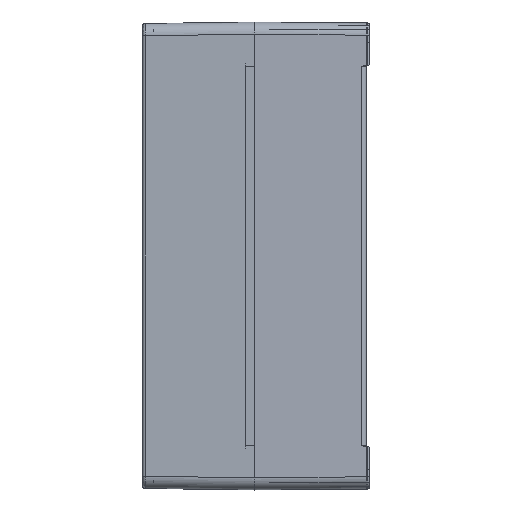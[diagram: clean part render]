
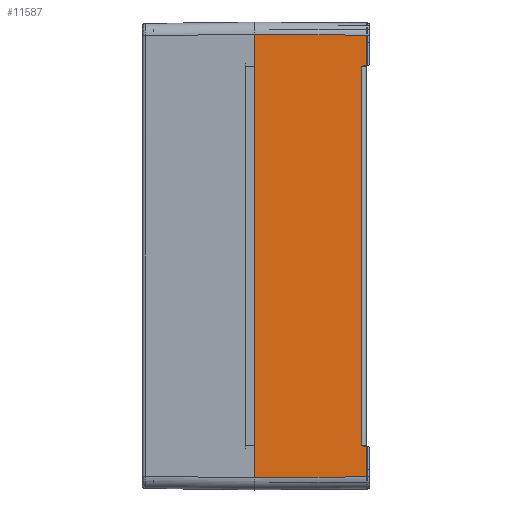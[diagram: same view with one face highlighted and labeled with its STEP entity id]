
A CAD part, left-side view. The second image highlights one B-rep face of the part: STEP entity #11587.
In plain terms, the highlighted planar face has unit normal (-1, -0.009, 0).
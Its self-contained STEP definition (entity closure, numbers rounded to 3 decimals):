
#657 = CARTESIAN_POINT ( 'NONE',  ( -149.534, 1.603, -93.376 ) ) ;
#790 = CARTESIAN_POINT ( 'NONE',  ( -149.535, 1.673, -93.353 ) ) ;
#947 = CARTESIAN_POINT ( 'NONE',  ( -150., 55., 109. ) ) ;
#1072 = ORIENTED_EDGE ( 'NONE', *, *, #2740, .T. ) ;
#1083 = CARTESIAN_POINT ( 'NONE',  ( -149.541, 2.381, 93.064 ) ) ;
#1362 = CARTESIAN_POINT ( 'NONE',  ( -149.527, 0.82, 93.52 ) ) ;
#1578 = CARTESIAN_POINT ( 'NONE',  ( -149.52, 0., -93.52 ) ) ;
#1639 = B_SPLINE_CURVE_WITH_KNOTS ( 'NONE', 3,
 ( #13615, #18021, #18433, #15752, #27095, #2909, #22287, #11902, #657, #790, #7276, #22710, #7685, #7544, #24414, #11623, #13887, #24828, #22568, #24691 ),
 .UNSPECIFIED., .F., .F.,
 ( 4, 1, 1, 1, 1, 2, 2, 1, 1, 1, 1, 2, 2, 4 ),
 ( 0., 0.25, 0.375, 0.437, 0.469, 0.484, 0.5, 0.625, 0.687, 0.719, 0.734, 0.742, 0.75, 1. ),
 .UNSPECIFIED. ) ;
#1918 = VECTOR ( 'NONE', #22401, 1000. ) ;
#2054 = ORIENTED_EDGE ( 'NONE', *, *, #4640, .F. ) ;
#2488 = ORIENTED_EDGE ( 'NONE', *, *, #9275, .F. ) ;
#2740 = EDGE_CURVE ( 'NONE', #13290, #10377, #12894, .T. ) ;
#2784 = CARTESIAN_POINT ( 'NONE',  ( -149.539, 2.135, 93.171 ) ) ;
#2909 = CARTESIAN_POINT ( 'NONE',  ( -149.534, 1.546, -93.394 ) ) ;
#3063 = CARTESIAN_POINT ( 'NONE',  ( -149.538, 2.06, 93.203 ) ) ;
#3589 = DIRECTION ( 'NONE',  ( -0.009, 1., 0. ) ) ;
#3891 = LINE ( 'NONE', #8389, #17206 ) ;
#3902 = CARTESIAN_POINT ( 'NONE',  ( -149.532, 1.318, 93.47 ) ) ;
#4496 = EDGE_CURVE ( 'NONE', #9684, #27987, #22678, .T. ) ;
#4597 = DIRECTION ( 'NONE',  ( 0., 0., -1. ) ) ;
#4640 = EDGE_CURVE ( 'NONE', #4803, #16084, #10796, .T. ) ;
#4766 = ORIENTED_EDGE ( 'NONE', *, *, #23984, .T. ) ;
#4803 = VERTEX_POINT ( 'NONE', #23081 ) ;
#5101 = AXIS2_PLACEMENT_3D ( 'NONE', #27077, #16301, #3589 ) ;
#5307 = CARTESIAN_POINT ( 'NONE',  ( -149.538, 2.083, 93.193 ) ) ;
#5944 = DIRECTION ( 'NONE',  ( 0., 0., -1. ) ) ;
#6140 = DIRECTION ( 'NONE',  ( 0., 0., -1. ) ) ;
#6184 = VECTOR ( 'NONE', #4597, 1000. ) ;
#6202 = CARTESIAN_POINT ( 'NONE',  ( -150., 55., -109. ) ) ;
#6293 = VECTOR ( 'NONE', #20443, 1000. ) ;
#6627 = CARTESIAN_POINT ( 'NONE',  ( -149.527, 0.82, 93.52 ) ) ;
#7149 = CARTESIAN_POINT ( 'NONE',  ( -149.535, 1.732, 93.332 ) ) ;
#7276 = CARTESIAN_POINT ( 'NONE',  ( -149.535, 1.773, -93.317 ) ) ;
#7410 = CARTESIAN_POINT ( 'NONE',  ( -149.52, 0., -93.52 ) ) ;
#7544 = CARTESIAN_POINT ( 'NONE',  ( -149.537, 2., -93.228 ) ) ;
#7685 = CARTESIAN_POINT ( 'NONE',  ( -149.537, 1.966, -93.242 ) ) ;
#8246 = CARTESIAN_POINT ( 'NONE',  ( -150., 55., -109. ) ) ;
#8389 = CARTESIAN_POINT ( 'NONE',  ( -150., 55., 109. ) ) ;
#8679 = VERTEX_POINT ( 'NONE', #24451 ) ;
#9242 = EDGE_CURVE ( 'NONE', #18674, #4803, #3891, .T. ) ;
#9275 = EDGE_CURVE ( 'NONE', #10372, #24062, #19156, .T. ) ;
#9665 = CARTESIAN_POINT ( 'NONE',  ( -149.54, 2.253, 93.12 ) ) ;
#9684 = VERTEX_POINT ( 'NONE', #19260 ) ;
#10359 = LINE ( 'NONE', #19015, #17822 ) ;
#10372 = VERTEX_POINT ( 'NONE', #17852 ) ;
#10377 = VERTEX_POINT ( 'NONE', #15726 ) ;
#10429 = EDGE_CURVE ( 'NONE', #27987, #16084, #24530, .T. ) ;
#10796 = LINE ( 'NONE', #21577, #6184 ) ;
#11237 = CARTESIAN_POINT ( 'NONE',  ( -149.538, 2.042, 93.211 ) ) ;
#11444 = ORIENTED_EDGE ( 'NONE', *, *, #19244, .F. ) ;
#11587 = ADVANCED_FACE ( 'NONE', ( #18414 ), #27499, .T. ) ;
#11623 = CARTESIAN_POINT ( 'NONE',  ( -149.538, 2.024, -93.218 ) ) ;
#11861 = EDGE_LOOP ( 'NONE', ( #21168, #20097, #2054, #27011, #27123, #1072, #11444, #2488, #4766, #12653 ) ) ;
#11902 = CARTESIAN_POINT ( 'NONE',  ( -149.534, 1.592, -93.38 ) ) ;
#12653 = ORIENTED_EDGE ( 'NONE', *, *, #19650, .F. ) ;
#12894 = LINE ( 'NONE', #8246, #14129 ) ;
#12973 = LINE ( 'NONE', #1578, #26616 ) ;
#13290 = VERTEX_POINT ( 'NONE', #6202 ) ;
#13615 = CARTESIAN_POINT ( 'NONE',  ( -149.527, 0.82, -93.52 ) ) ;
#13887 = CARTESIAN_POINT ( 'NONE',  ( -149.538, 2.03, -93.215 ) ) ;
#14129 = VECTOR ( 'NONE', #27660, 1000. ) ;
#15442 = EDGE_CURVE ( 'NONE', #18674, #13290, #10359, .T. ) ;
#15726 = CARTESIAN_POINT ( 'NONE',  ( -149.52, 0., -108.52 ) ) ;
#15752 = CARTESIAN_POINT ( 'NONE',  ( -149.532, 1.357, -93.448 ) ) ;
#15767 = CARTESIAN_POINT ( 'NONE',  ( -149.535, 1.675, 93.352 ) ) ;
#16046 = CARTESIAN_POINT ( 'NONE',  ( -149.542, 2.478, 93.02 ) ) ;
#16084 = VERTEX_POINT ( 'NONE', #26859 ) ;
#16301 = DIRECTION ( 'NONE',  ( -1., -0.009, 0. ) ) ;
#16333 = CARTESIAN_POINT ( 'NONE',  ( -149.534, 1.635, 93.365 ) ) ;
#16749 = DIRECTION ( 'NONE',  ( 0.009, -1., 0. ) ) ;
#16760 = CARTESIAN_POINT ( 'NONE',  ( -149.529, 1.051, 93.52 ) ) ;
#17206 = VECTOR ( 'NONE', #19436, 1000. ) ;
#17822 = VECTOR ( 'NONE', #6140, 1000. ) ;
#17852 = CARTESIAN_POINT ( 'NONE',  ( -149.527, 0.82, -93.52 ) ) ;
#18021 = CARTESIAN_POINT ( 'NONE',  ( -149.528, 0.934, -93.52 ) ) ;
#18414 = FACE_OUTER_BOUND ( 'NONE', #11861, .T. ) ;
#18433 = CARTESIAN_POINT ( 'NONE',  ( -149.53, 1.119, -93.502 ) ) ;
#18545 = VECTOR ( 'NONE', #16749, 1000. ) ;
#18674 = VERTEX_POINT ( 'NONE', #947 ) ;
#19015 = CARTESIAN_POINT ( 'NONE',  ( -150., 55., 109. ) ) ;
#19156 = LINE ( 'NONE', #21430, #18545 ) ;
#19244 = EDGE_CURVE ( 'NONE', #24062, #10377, #12973, .T. ) ;
#19260 = CARTESIAN_POINT ( 'NONE',  ( -149.542, 2.478, 93.02 ) ) ;
#19436 = DIRECTION ( 'NONE',  ( 0.009, -1., -0.009 ) ) ;
#19576 = CARTESIAN_POINT ( 'NONE',  ( -149.527, 0.82, 93.52 ) ) ;
#19650 = EDGE_CURVE ( 'NONE', #9684, #8679, #24567, .T. ) ;
#19883 = CARTESIAN_POINT ( 'NONE',  ( -149.537, 1.961, 93.245 ) ) ;
#20024 = CARTESIAN_POINT ( 'NONE',  ( -149.536, 1.851, 93.288 ) ) ;
#20097 = ORIENTED_EDGE ( 'NONE', *, *, #10429, .T. ) ;
#20303 = CARTESIAN_POINT ( 'NONE',  ( -149.538, 2.044, 93.21 ) ) ;
#20443 = DIRECTION ( 'NONE',  ( 0., 0., -1. ) ) ;
#20722 = CARTESIAN_POINT ( 'NONE',  ( -149.534, 1.629, 93.367 ) ) ;
#21168 = ORIENTED_EDGE ( 'NONE', *, *, #4496, .T. ) ;
#21430 = CARTESIAN_POINT ( 'NONE',  ( -149.527, 0.82, -93.52 ) ) ;
#21577 = CARTESIAN_POINT ( 'NONE',  ( -149.52, 0., 108.52 ) ) ;
#22287 = CARTESIAN_POINT ( 'NONE',  ( -149.534, 1.573, -93.385 ) ) ;
#22401 = DIRECTION ( 'NONE',  ( 0.009, -1., 0. ) ) ;
#22568 = CARTESIAN_POINT ( 'NONE',  ( -149.54, 2.281, -93.108 ) ) ;
#22678 = B_SPLINE_CURVE_WITH_KNOTS ( 'NONE', 3,
 ( #16046, #1083, #9665, #2784, #5307, #3063, #26967, #20303, #11237, #19883, #20024, #7149, #15767, #23295, #16333, #20722, #3902, #16760, #1362 ),
 .UNSPECIFIED., .F., .F.,
 ( 4, 1, 1, 1, 1, 2, 2, 1, 1, 1, 2, 2, 4 ),
 ( 0., 0.125, 0.187, 0.219, 0.234, 0.242, 0.25, 0.375, 0.438, 0.469, 0.484, 0.5, 1. ),
 .UNSPECIFIED. ) ;
#22710 = CARTESIAN_POINT ( 'NONE',  ( -149.537, 1.9, -93.268 ) ) ;
#23081 = CARTESIAN_POINT ( 'NONE',  ( -149.52, 0., 108.52 ) ) ;
#23295 = CARTESIAN_POINT ( 'NONE',  ( -149.534, 1.651, 93.36 ) ) ;
#23984 = EDGE_CURVE ( 'NONE', #10372, #8679, #1639, .T. ) ;
#24062 = VERTEX_POINT ( 'NONE', #7410 ) ;
#24414 = CARTESIAN_POINT ( 'NONE',  ( -149.538, 2.014, -93.222 ) ) ;
#24431 = CARTESIAN_POINT ( 'NONE',  ( -149.542, 2.478, 93.02 ) ) ;
#24451 = CARTESIAN_POINT ( 'NONE',  ( -149.542, 2.478, -93.02 ) ) ;
#24530 = LINE ( 'NONE', #19576, #1918 ) ;
#24567 = LINE ( 'NONE', #24431, #6293 ) ;
#24691 = CARTESIAN_POINT ( 'NONE',  ( -149.542, 2.478, -93.02 ) ) ;
#24828 = CARTESIAN_POINT ( 'NONE',  ( -149.539, 2.133, -93.173 ) ) ;
#26616 = VECTOR ( 'NONE', #5944, 1000. ) ;
#26859 = CARTESIAN_POINT ( 'NONE',  ( -149.52, 0., 93.52 ) ) ;
#26967 = CARTESIAN_POINT ( 'NONE',  ( -149.538, 2.05, 93.207 ) ) ;
#27011 = ORIENTED_EDGE ( 'NONE', *, *, #9242, .F. ) ;
#27077 = CARTESIAN_POINT ( 'NONE',  ( -150., 55., -120.99 ) ) ;
#27095 = CARTESIAN_POINT ( 'NONE',  ( -149.533, 1.482, -93.414 ) ) ;
#27123 = ORIENTED_EDGE ( 'NONE', *, *, #15442, .T. ) ;
#27499 = PLANE ( 'NONE',  #5101 ) ;
#27660 = DIRECTION ( 'NONE',  ( 0.009, -1., 0.009 ) ) ;
#27987 = VERTEX_POINT ( 'NONE', #6627 ) ;
